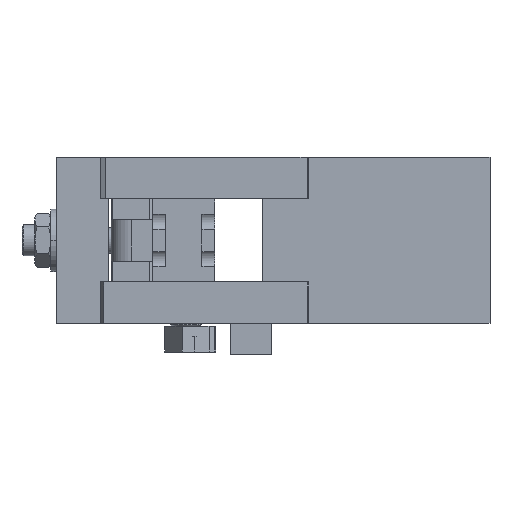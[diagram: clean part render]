
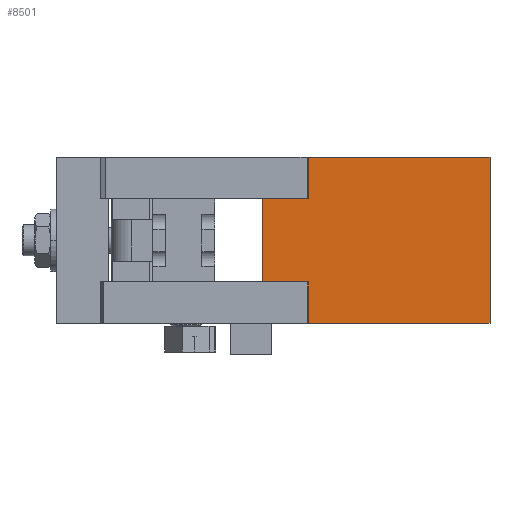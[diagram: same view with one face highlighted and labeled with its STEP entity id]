
A CAD part, left-side view. The second image highlights one B-rep face of the part: STEP entity #8501.
In plain terms, the highlighted planar face has unit normal (-1, 0, 0).
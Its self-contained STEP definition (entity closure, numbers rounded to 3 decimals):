
#5061 = FACE_OUTER_BOUND ( 'NONE', #10896, .T. ) ;
#6914 = DIRECTION ( 'NONE',  ( 0., 0., 1. ) ) ;
#6917 = DIRECTION ( 'NONE',  ( -1., 0., 0. ) ) ;
#6957 = PLANE ( 'NONE',  #17870 ) ;
#6978 = CARTESIAN_POINT ( 'NONE',  ( -50., -35., -32. ) ) ;
#7664 = ORIENTED_EDGE ( 'NONE', *, *, #16866, .T. ) ;
#7665 = ORIENTED_EDGE ( 'NONE', *, *, #16887, .F. ) ;
#7666 = ORIENTED_EDGE ( 'NONE', *, *, #16871, .T. ) ;
#7667 = ORIENTED_EDGE ( 'NONE', *, *, #16867, .F. ) ;
#7668 = ORIENTED_EDGE ( 'NONE', *, *, #16868, .F. ) ;
#7669 = ORIENTED_EDGE ( 'NONE', *, *, #16880, .F. ) ;
#7670 = ORIENTED_EDGE ( 'NONE', *, *, #16870, .F. ) ;
#7671 = ORIENTED_EDGE ( 'NONE', *, *, #16899, .T. ) ;
#8501 = ADVANCED_FACE ( 'NONE', ( #5061 ), #6957, .T. ) ;
#10896 = EDGE_LOOP ( 'NONE', ( #7671, #7670, #7669, #7668, #7667, #7666, #7665, #7664 ) ) ;
#13276 = CARTESIAN_POINT ( 'NONE',  ( -50., 52.5, -16. ) ) ;
#13277 = CARTESIAN_POINT ( 'NONE',  ( -50., 52.5, 16. ) ) ;
#13281 = CARTESIAN_POINT ( 'NONE',  ( -50., 35., 32. ) ) ;
#13282 = CARTESIAN_POINT ( 'NONE',  ( -50., 35., 16. ) ) ;
#13289 = CARTESIAN_POINT ( 'NONE',  ( -50., 35., -16. ) ) ;
#13290 = CARTESIAN_POINT ( 'NONE',  ( -50., 35., -32. ) ) ;
#13300 = CARTESIAN_POINT ( 'NONE',  ( -50., -35., -32. ) ) ;
#13301 = CARTESIAN_POINT ( 'NONE',  ( -50., -35., 32. ) ) ;
#13917 = LINE ( 'NONE', #19092, #13918 ) ;
#13918 = VECTOR ( 'NONE', #19093, 1000. ) ;
#13928 = LINE ( 'NONE', #19132, #13929 ) ;
#13929 = VECTOR ( 'NONE', #19133, 1000. ) ;
#13942 = VECTOR ( 'NONE', #19159, 1000. ) ;
#13948 = LINE ( 'NONE', #19153, #13942 ) ;
#14367 = VECTOR ( 'NONE', #19062, 1000. ) ;
#14397 = LINE ( 'NONE', #19061, #14402 ) ;
#14400 = LINE ( 'NONE', #19050, #14367 ) ;
#14402 = VECTOR ( 'NONE', #19063, 1000. ) ;
#14403 = VECTOR ( 'NONE', #19071, 1000. ) ;
#14404 = LINE ( 'NONE', #19065, #14405 ) ;
#14405 = VECTOR ( 'NONE', #19066, 1000. ) ;
#14407 = LINE ( 'NONE', #19070, #14410 ) ;
#14408 = LINE ( 'NONE', #19064, #14403 ) ;
#14410 = VECTOR ( 'NONE', #19073, 1000. ) ;
#16866 = EDGE_CURVE ( 'NONE', #17966, #17976, #14400, .T. ) ;
#16867 = EDGE_CURVE ( 'NONE', #17952, #17953, #14397, .T. ) ;
#16868 = EDGE_CURVE ( 'NONE', #17953, #17958, #14404, .T. ) ;
#16870 = EDGE_CURVE ( 'NONE', #17957, #17977, #14408, .T. ) ;
#16871 = EDGE_CURVE ( 'NONE', #17952, #17965, #14407, .T. ) ;
#16880 = EDGE_CURVE ( 'NONE', #17958, #17957, #13917, .T. ) ;
#16887 = EDGE_CURVE ( 'NONE', #17966, #17965, #13928, .T. ) ;
#16899 = EDGE_CURVE ( 'NONE', #17976, #17977, #13948, .T. ) ;
#17870 = AXIS2_PLACEMENT_3D ( 'NONE', #6978, #6917, #6914 ) ;
#17952 = VERTEX_POINT ( 'NONE', #13276 ) ;
#17953 = VERTEX_POINT ( 'NONE', #13277 ) ;
#17957 = VERTEX_POINT ( 'NONE', #13281 ) ;
#17958 = VERTEX_POINT ( 'NONE', #13282 ) ;
#17965 = VERTEX_POINT ( 'NONE', #13289 ) ;
#17966 = VERTEX_POINT ( 'NONE', #13290 ) ;
#17976 = VERTEX_POINT ( 'NONE', #13300 ) ;
#17977 = VERTEX_POINT ( 'NONE', #13301 ) ;
#19050 = CARTESIAN_POINT ( 'NONE',  ( -50., -35., -32. ) ) ;
#19061 = CARTESIAN_POINT ( 'NONE',  ( -50., 52.5, -16. ) ) ;
#19062 = DIRECTION ( 'NONE',  ( 0., -1., 0. ) ) ;
#19063 = DIRECTION ( 'NONE',  ( 0., 0., 1. ) ) ;
#19064 = CARTESIAN_POINT ( 'NONE',  ( -50., -35., 32. ) ) ;
#19065 = CARTESIAN_POINT ( 'NONE',  ( -50., 52.5, 16. ) ) ;
#19066 = DIRECTION ( 'NONE',  ( 0., -1., 0. ) ) ;
#19070 = CARTESIAN_POINT ( 'NONE',  ( -50., 52.5, -16. ) ) ;
#19071 = DIRECTION ( 'NONE',  ( 0., -1., 0. ) ) ;
#19073 = DIRECTION ( 'NONE',  ( 0., -1., 0. ) ) ;
#19092 = CARTESIAN_POINT ( 'NONE',  ( -50., 35., -32. ) ) ;
#19093 = DIRECTION ( 'NONE',  ( 0., 0., 1. ) ) ;
#19132 = CARTESIAN_POINT ( 'NONE',  ( -50., 35., -32. ) ) ;
#19133 = DIRECTION ( 'NONE',  ( 0., 0., 1. ) ) ;
#19153 = CARTESIAN_POINT ( 'NONE',  ( -50., -35., -32. ) ) ;
#19159 = DIRECTION ( 'NONE',  ( 0., 0., 1. ) ) ;
